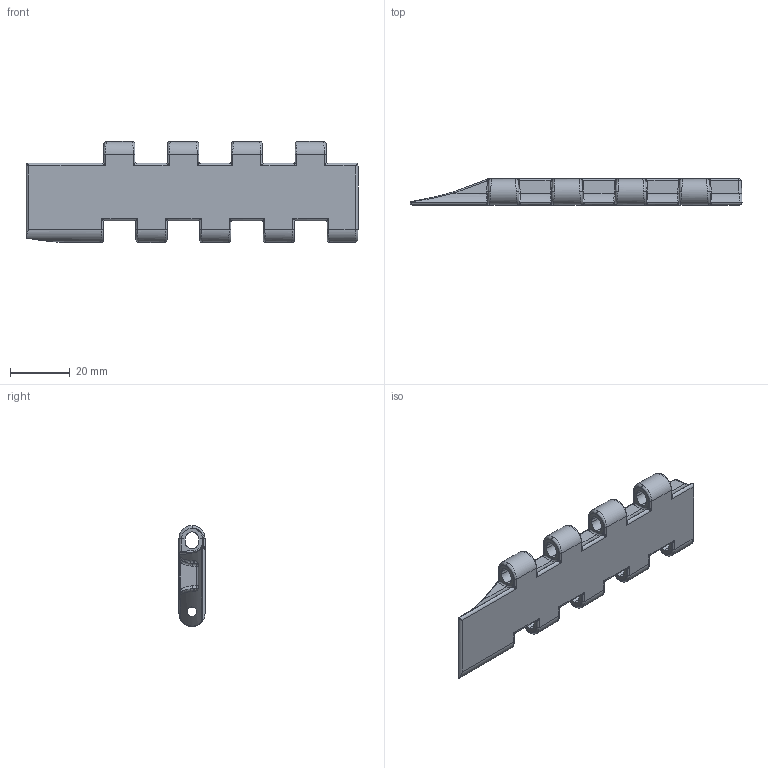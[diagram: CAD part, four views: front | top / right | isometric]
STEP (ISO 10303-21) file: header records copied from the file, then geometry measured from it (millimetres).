
FILE_DESCRIPTION (( 'STEP AP214' ), '1' );
FILE_NAME ('LF925301TR.2.STEP', '2021-03-12T07:41:46', ( '' ), ( '' ), 'SwSTEP 2.0', 'SolidWorks 2019', '' );
FILE_SCHEMA (( 'AUTOMOTIVE_DESIGN' ));
Length unit declared in the file: millimetre
Products named in the file (1): LF925301TR.2
Bounding box: 110.77 x 8.7 x 33.7 mm (x, y, z)
Volume: 13446.8 mm3; surface area: 10433.5 mm2
Topology: 1 solids, 1 shells, 663 faces, 1702 edges, 966 vertices
Faces by surface type: cylinder 272, bspline 214, plane 123, torus 27, sphere 24, cone 3
Entity records: 29940 total; most frequent: CARTESIAN_POINT 16586, ORIENTED_EDGE 3278, DIRECTION 2222, EDGE_CURVE 1639, VERTEX_POINT 966, AXIS2_PLACEMENT_3D 838, EDGE_LOOP 671, FACE_OUTER_BOUND 663
